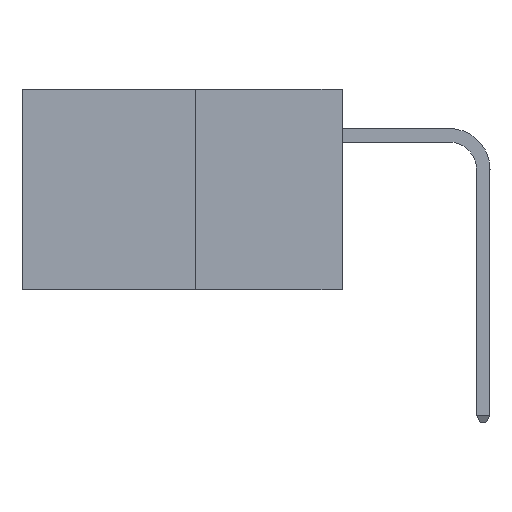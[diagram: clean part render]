
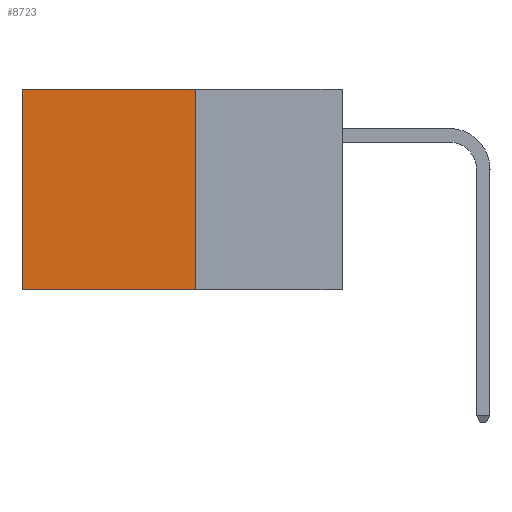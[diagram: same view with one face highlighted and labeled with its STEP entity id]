
A CAD part, left-side view. The second image highlights one B-rep face of the part: STEP entity #8723.
In plain terms, the highlighted planar face has unit normal (-1, 0, 0).
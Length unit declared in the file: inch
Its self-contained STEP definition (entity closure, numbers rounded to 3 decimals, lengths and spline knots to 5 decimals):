
#944 = LINE ( 'NONE', #10089, #7516 ) ;
#965 = LINE ( 'NONE', #10128, #3678 ) ;
#1631 = PLANE ( 'NONE',  #14903 ) ;
#1945 = EDGE_CURVE ( 'NONE', #11057, #11846, #944, .T. ) ;
#2088 = LINE ( 'NONE', #14616, #12015 ) ;
#2873 = DIRECTION ( 'NONE',  ( 0., 0., -1. ) ) ;
#3678 = VECTOR ( 'NONE', #15159, 39.37008 ) ;
#4058 = CARTESIAN_POINT ( 'NONE',  ( 0.277, 0.59, -0.37 ) ) ;
#4325 = VERTEX_POINT ( 'NONE', #12797 ) ;
#5688 = ORIENTED_EDGE ( 'NONE', *, *, #15044, .T. ) ;
#6300 = EDGE_CURVE ( 'NONE', #4325, #9152, #965, .T. ) ;
#6473 = CARTESIAN_POINT ( 'NONE',  ( 0.277, 0.59, 0. ) ) ;
#7295 = VECTOR ( 'NONE', #2873, 39.37008 ) ;
#7317 = ORIENTED_EDGE ( 'NONE', *, *, #1945, .T. ) ;
#7400 = CARTESIAN_POINT ( 'NONE',  ( 0.277, 0.27, 0. ) ) ;
#7516 = VECTOR ( 'NONE', #11838, 39.37008 ) ;
#8203 = DIRECTION ( 'NONE',  ( 0., 0., -1. ) ) ;
#8373 = DIRECTION ( 'NONE',  ( 0., 0., -1. ) ) ;
#8723 = ADVANCED_FACE ( 'NONE', ( #15632 ), #1631, .F. ) ;
#9145 = ORIENTED_EDGE ( 'NONE', *, *, #6300, .F. ) ;
#9152 = VERTEX_POINT ( 'NONE', #4058 ) ;
#10046 = EDGE_CURVE ( 'NONE', #11057, #4325, #14053, .T. ) ;
#10089 = CARTESIAN_POINT ( 'NONE',  ( 0.277, 0.27, 0. ) ) ;
#10128 = CARTESIAN_POINT ( 'NONE',  ( 0.277, 0.27, -0.37 ) ) ;
#10634 = CARTESIAN_POINT ( 'NONE',  ( 0.277, 0.27, -0.37 ) ) ;
#11057 = VERTEX_POINT ( 'NONE', #7400 ) ;
#11838 = DIRECTION ( 'NONE',  ( 0., 1., 0. ) ) ;
#11846 = VERTEX_POINT ( 'NONE', #6473 ) ;
#12015 = VECTOR ( 'NONE', #8373, 39.37008 ) ;
#12081 = EDGE_LOOP ( 'NONE', ( #5688, #9145, #12939, #7317 ) ) ;
#12797 = CARTESIAN_POINT ( 'NONE',  ( 0.277, 0.27, -0.37 ) ) ;
#12939 = ORIENTED_EDGE ( 'NONE', *, *, #10046, .F. ) ;
#13287 = CARTESIAN_POINT ( 'NONE',  ( 0.277, 0.27, -0.37 ) ) ;
#14053 = LINE ( 'NONE', #10634, #7295 ) ;
#14616 = CARTESIAN_POINT ( 'NONE',  ( 0.277, 0.59, -0.37 ) ) ;
#14903 = AXIS2_PLACEMENT_3D ( 'NONE', #13287, #15734, #8203 ) ;
#15044 = EDGE_CURVE ( 'NONE', #11846, #9152, #2088, .T. ) ;
#15159 = DIRECTION ( 'NONE',  ( 0., 1., 0. ) ) ;
#15632 = FACE_OUTER_BOUND ( 'NONE', #12081, .T. ) ;
#15734 = DIRECTION ( 'NONE',  ( 1., 0., 0. ) ) ;
